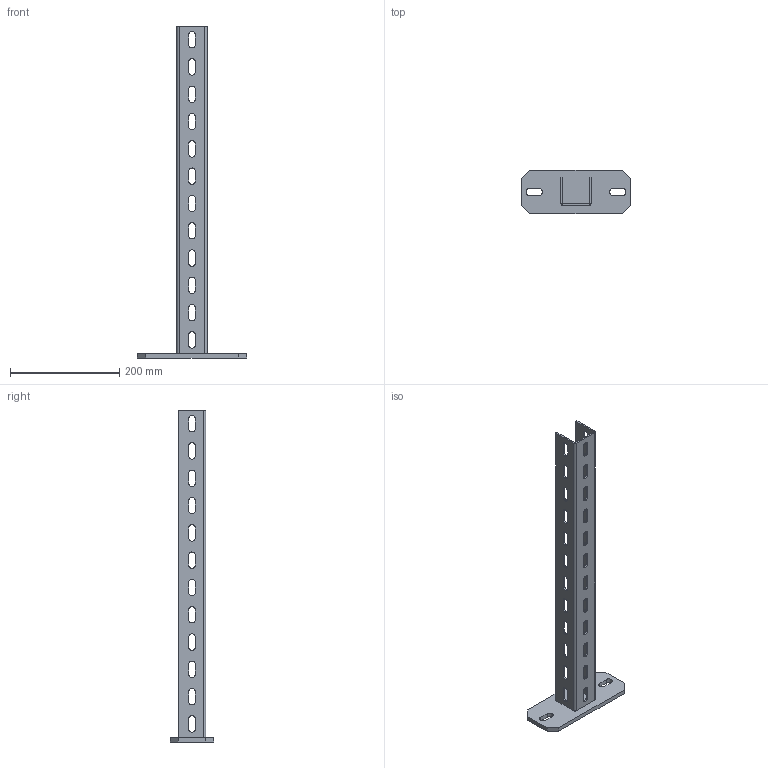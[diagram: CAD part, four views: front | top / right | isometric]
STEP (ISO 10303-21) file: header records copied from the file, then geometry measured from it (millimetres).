
FILE_DESCRIPTION((''),'2;1');
FILE_NAME('WPCT600N_ASM','2020-05-05T12:14:37',('tomasz.grudniewski'),(''),'CREO PARAMETRIC BY PTC INC, 2018400','CREO PARAMETRIC BY PTC INC, 2018400','');
FILE_SCHEMA(('CONFIG_CONTROL_DESIGN'));
Length unit declared in the file: millimetre
Products named in the file (3): PODSTAWA_WPCT_PRT; WPCT600_PRT; WPCT600N_ASM
Assembly tree (2 placements, depth 2):
  WPCT600N_ASM
    PODSTAWA_WPCT_PRT
    WPCT600_PRT
Bounding box: 200 x 80 x 608 mm (x, y, z)
Volume: 347534.9 mm3; surface area: 200051.7 mm2
Topology: 2 solids, 2 shells, 176 faces, 516 edges, 344 vertices
Faces by surface type: plane 96, cylinder 80
Entity records: 6120 total; most frequent: CARTESIAN_POINT 1041, DIRECTION 1038, ORIENTED_EDGE 1032, EDGE_CURVE 516, VECTOR 356, LINE 356, VERTEX_POINT 344, AXIS2_PLACEMENT_3D 341
